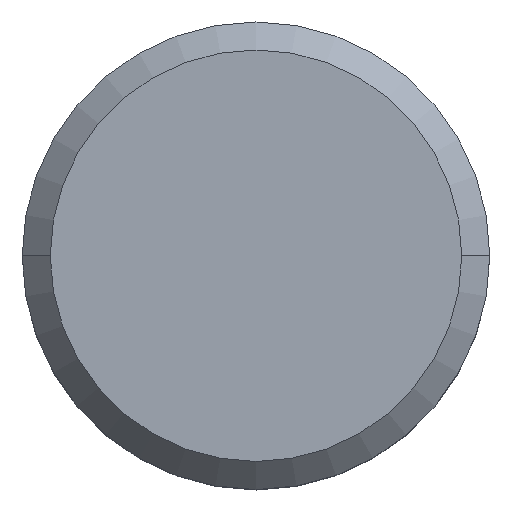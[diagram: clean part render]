
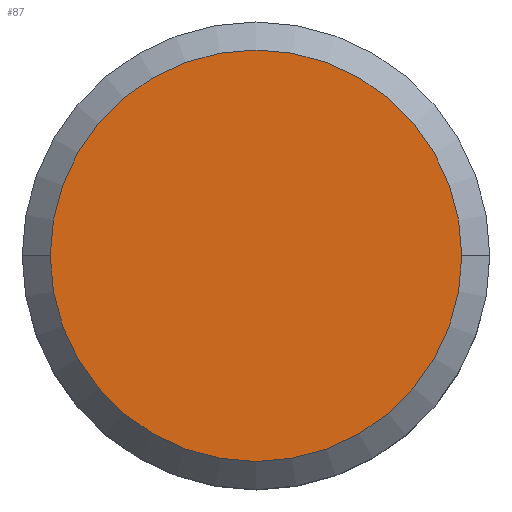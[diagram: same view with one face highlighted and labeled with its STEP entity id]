
A CAD part, top view. The second image highlights one B-rep face of the part: STEP entity #87.
In plain terms, the highlighted planar face has unit normal (0, 0, 1).
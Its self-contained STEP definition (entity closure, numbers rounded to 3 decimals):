
#87=ADVANCED_FACE('',(#194),#195,.T.);
#97=EDGE_CURVE('',#109,#117,#205,.T.);
#109=VERTEX_POINT('',#219);
#111=EDGE_CURVE('',#117,#109,#221,.T.);
#117=VERTEX_POINT('',#227);
#194=FACE_OUTER_BOUND('',#306,.T.);
#195=PLANE('',#307);
#205=CIRCLE('',#320,8.8);
#219=CARTESIAN_POINT('',(-8.8,0.,12.0));
#221=CIRCLE('',#339,8.8);
#227=CARTESIAN_POINT('',(8.8,0.,12.0));
#306=EDGE_LOOP('',(#437,#438));
#307=AXIS2_PLACEMENT_3D('',#439,#440,#441);
#320=AXIS2_PLACEMENT_3D('',#448,#449,#450);
#339=AXIS2_PLACEMENT_3D('',#466,#467,#468);
#437=ORIENTED_EDGE('',*,*,#111,.F.);
#438=ORIENTED_EDGE('',*,*,#97,.F.);
#439=CARTESIAN_POINT('',(4.4,0.,12.0));
#440=DIRECTION('',(0.0,0.,1.0));
#441=DIRECTION('',(-1.0,0.0,0.0));
#448=CARTESIAN_POINT('',(0.0,0.,12.0));
#449=DIRECTION('',(0.0,0.,-1.0));
#450=DIRECTION('',(1.0,0.0,0.0));
#466=CARTESIAN_POINT('',(0.0,0.,12.0));
#467=DIRECTION('',(0.0,0.,-1.0));
#468=DIRECTION('',(1.0,0.0,0.0));
